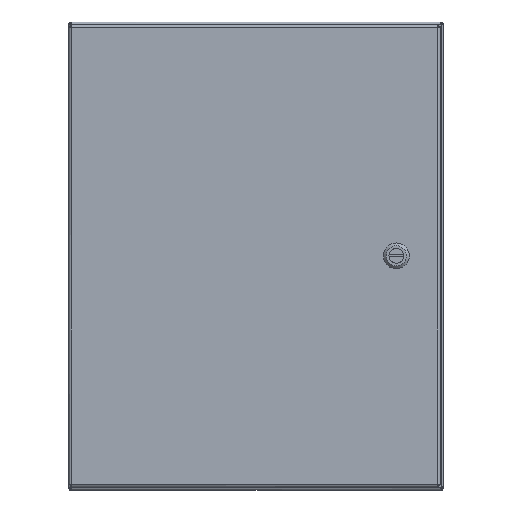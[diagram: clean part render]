
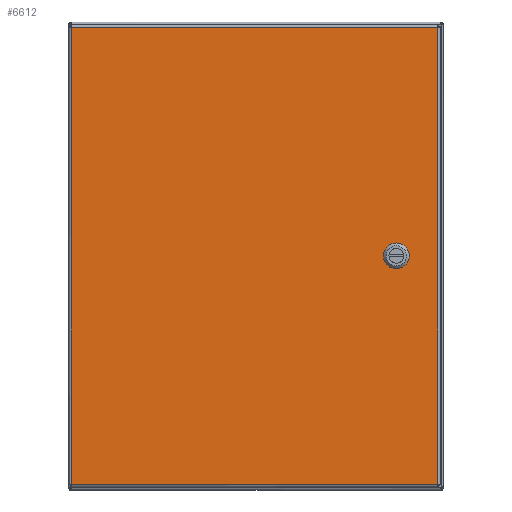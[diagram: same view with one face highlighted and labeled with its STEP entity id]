
A CAD part, top view. The second image highlights one B-rep face of the part: STEP entity #6612.
In plain terms, the highlighted face is planar.
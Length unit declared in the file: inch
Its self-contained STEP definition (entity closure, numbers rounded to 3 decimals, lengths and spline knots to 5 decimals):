
#4935=CARTESIAN_POINT('',(2.08762,10.275,0.0));
#4936=VERTEX_POINT('',#4935);
#4943=CARTESIAN_POINT('',(2.275,10.08762,0.0));
#4944=VERTEX_POINT('',#4943);
#4945=CARTESIAN_POINT('',(1.875,9.875,0.0));
#4946=DIRECTION('',(0.0,0.0,1.0));
#4947=DIRECTION('',(-0.469,-0.883,0.0));
#4948=AXIS2_PLACEMENT_3D('',#4945,#4946,#4947);
#4949=CIRCLE('',#4948,0.453);
#4950=EDGE_CURVE('',#4944,#4936,#4949,.T.);
#4975=CARTESIAN_POINT('',(2.275,9.66238,0.0));
#4976=VERTEX_POINT('',#4975);
#4977=CARTESIAN_POINT('',(2.275,9.66238,0.0));
#4978=DIRECTION('',(0.0,1.0,0.0));
#4979=VECTOR('',#4978,0.42525);
#4980=LINE('',#4977,#4979);
#4981=EDGE_CURVE('',#4976,#4944,#4980,.T.);
#5007=CARTESIAN_POINT('',(2.08762,9.475,0.0));
#5008=VERTEX_POINT('',#5007);
#5009=CARTESIAN_POINT('',(1.875,9.875,0.0));
#5010=DIRECTION('',(0.0,0.0,1.0));
#5011=DIRECTION('',(-0.883,0.469,0.0));
#5012=AXIS2_PLACEMENT_3D('',#5009,#5010,#5011);
#5013=CIRCLE('',#5012,0.453);
#5014=EDGE_CURVE('',#5008,#4976,#5013,.T.);
#5039=CARTESIAN_POINT('',(1.66238,9.475,0.0));
#5040=VERTEX_POINT('',#5039);
#5041=CARTESIAN_POINT('',(1.66238,9.475,0.0));
#5042=DIRECTION('',(1.0,0.0,0.0));
#5043=VECTOR('',#5042,0.42525);
#5044=LINE('',#5041,#5043);
#5045=EDGE_CURVE('',#5040,#5008,#5044,.T.);
#5071=CARTESIAN_POINT('',(1.475,9.66238,0.0));
#5072=VERTEX_POINT('',#5071);
#5073=CARTESIAN_POINT('',(1.875,9.875,0.0));
#5074=DIRECTION('',(0.0,0.0,1.0));
#5075=DIRECTION('',(0.469,0.883,0.0));
#5076=AXIS2_PLACEMENT_3D('',#5073,#5074,#5075);
#5077=CIRCLE('',#5076,0.453);
#5078=EDGE_CURVE('',#5072,#5040,#5077,.T.);
#5103=CARTESIAN_POINT('',(1.475,10.08762,0.0));
#5104=VERTEX_POINT('',#5103);
#5105=CARTESIAN_POINT('',(1.475,10.08762,0.0));
#5106=DIRECTION('',(0.0,-1.0,0.0));
#5107=VECTOR('',#5106,0.42525);
#5108=LINE('',#5105,#5107);
#5109=EDGE_CURVE('',#5104,#5072,#5108,.T.);
#5135=CARTESIAN_POINT('',(1.66238,10.275,0.0));
#5136=VERTEX_POINT('',#5135);
#5137=CARTESIAN_POINT('',(1.875,9.875,0.0));
#5138=DIRECTION('',(0.0,0.0,1.0));
#5139=DIRECTION('',(0.883,-0.469,0.0));
#5140=AXIS2_PLACEMENT_3D('',#5137,#5138,#5139);
#5141=CIRCLE('',#5140,0.453);
#5142=EDGE_CURVE('',#5136,#5104,#5141,.T.);
#5165=CARTESIAN_POINT('',(2.08762,10.275,0.0));
#5166=DIRECTION('',(-1.0,0.0,0.0));
#5167=VECTOR('',#5166,0.42525);
#5168=LINE('',#5165,#5167);
#5169=EDGE_CURVE('',#4936,#5136,#5168,.T.);
#5620=CARTESIAN_POINT('',(15.76975,0.10525,0.));
#5621=VERTEX_POINT('',#5620);
#5632=CARTESIAN_POINT('',(15.76975,19.64475,0.));
#5633=VERTEX_POINT('',#5632);
#5634=CARTESIAN_POINT('',(15.76975,19.64475,0.0));
#5635=DIRECTION('',(0.0,-1.0,0.0));
#5636=VECTOR('',#5635,19.5395);
#5637=LINE('',#5634,#5636);
#5638=EDGE_CURVE('',#5633,#5621,#5637,.T.);
#5790=CARTESIAN_POINT('',(0.10525,0.10525,0.));
#5791=VERTEX_POINT('',#5790);
#5802=CARTESIAN_POINT('',(15.76975,0.10525,0.0));
#5803=DIRECTION('',(-1.0,0.0,0.0));
#5804=VECTOR('',#5803,15.6645);
#5805=LINE('',#5802,#5804);
#5806=EDGE_CURVE('',#5621,#5791,#5805,.T.);
#6067=CARTESIAN_POINT('',(0.10525,19.64475,0.));
#6068=VERTEX_POINT('',#6067);
#6079=CARTESIAN_POINT('',(0.10525,0.10525,0.0));
#6080=DIRECTION('',(0.0,1.0,0.0));
#6081=VECTOR('',#6080,19.5395);
#6082=LINE('',#6079,#6081);
#6083=EDGE_CURVE('',#5791,#6068,#6082,.T.);
#6348=CARTESIAN_POINT('',(0.10525,19.64475,0.0));
#6349=DIRECTION('',(1.0,0.0,0.0));
#6350=VECTOR('',#6349,15.6645);
#6351=LINE('',#6348,#6350);
#6352=EDGE_CURVE('',#6068,#5633,#6351,.T.);
#6591=CARTESIAN_POINT('',(7.9375,9.875,0.0));
#6592=DIRECTION('',(0.0,0.0,1.0));
#6593=DIRECTION('',(1.0,0.0,0.0));
#6594=AXIS2_PLACEMENT_3D('',#6591,#6592,#6593);
#6595=PLANE('',#6594);
#6596=ORIENTED_EDGE('',*,*,#5638,.T.);
#6597=ORIENTED_EDGE('',*,*,#5806,.T.);
#6598=ORIENTED_EDGE('',*,*,#6083,.T.);
#6599=ORIENTED_EDGE('',*,*,#6352,.T.);
#6600=EDGE_LOOP('',(#6596,#6597,#6598,#6599));
#6601=FACE_OUTER_BOUND('',#6600,.T.);
#6602=ORIENTED_EDGE('',*,*,#4950,.T.);
#6603=ORIENTED_EDGE('',*,*,#5169,.T.);
#6604=ORIENTED_EDGE('',*,*,#5142,.T.);
#6605=ORIENTED_EDGE('',*,*,#5109,.T.);
#6606=ORIENTED_EDGE('',*,*,#5078,.T.);
#6607=ORIENTED_EDGE('',*,*,#5045,.T.);
#6608=ORIENTED_EDGE('',*,*,#5014,.T.);
#6609=ORIENTED_EDGE('',*,*,#4981,.T.);
#6610=EDGE_LOOP('',(#6602,#6603,#6604,#6605,#6606,#6607,#6608,#6609));
#6611=FACE_BOUND('',#6610,.T.);
#6612=ADVANCED_FACE('',(#6601,#6611),#6595,.F.);
